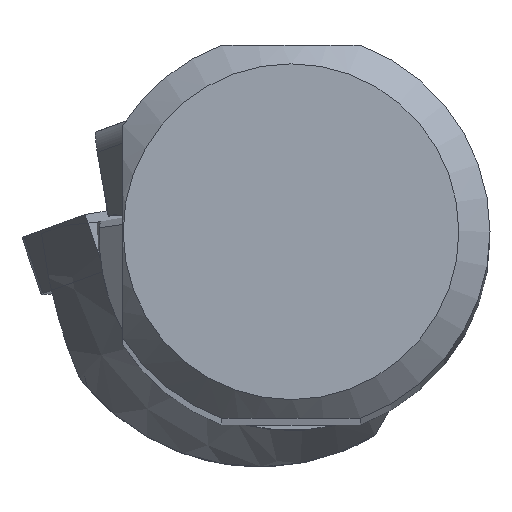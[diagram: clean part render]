
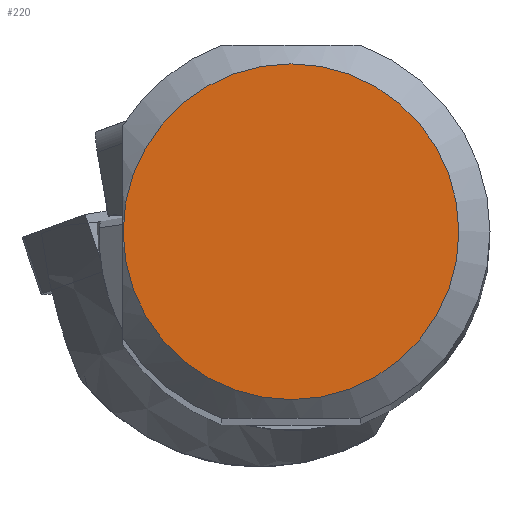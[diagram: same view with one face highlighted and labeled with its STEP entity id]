
A CAD part, top view. The second image highlights one B-rep face of the part: STEP entity #220.
In plain terms, the highlighted planar face has unit normal (0, 0, 1).
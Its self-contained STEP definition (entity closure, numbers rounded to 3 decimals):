
#161=PLANE('',#1333);
#220=ADVANCED_FACE('',(#300),#161,.F.);
#300=FACE_OUTER_BOUND('',#363,.T.);
#363=EDGE_LOOP('',(#726));
#391=CIRCLE('',#1328,13.5);
#726=ORIENTED_EDGE('',*,*,#1032,.T.);
#875=VERTEX_POINT('',#2080);
#1032=EDGE_CURVE('',#875,#875,#391,.T.);
#1328=AXIS2_PLACEMENT_3D('',#2079,#1623,#1624);
#1333=AXIS2_PLACEMENT_3D('',#2094,#1634,#1635);
#1623=DIRECTION('',(0.,0.,1.));
#1624=DIRECTION('',(0.,1.,0.));
#1634=DIRECTION('',(0.,0.,-1.));
#1635=DIRECTION('',(0.,-1.,0.));
#2079=CARTESIAN_POINT('',(0.,0.,0.));
#2080=CARTESIAN_POINT('',(0.,13.5,0.));
#2094=CARTESIAN_POINT('',(0.,0.,0.));
